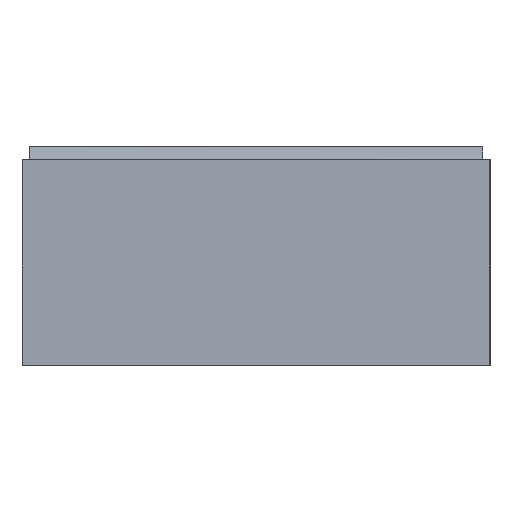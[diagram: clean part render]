
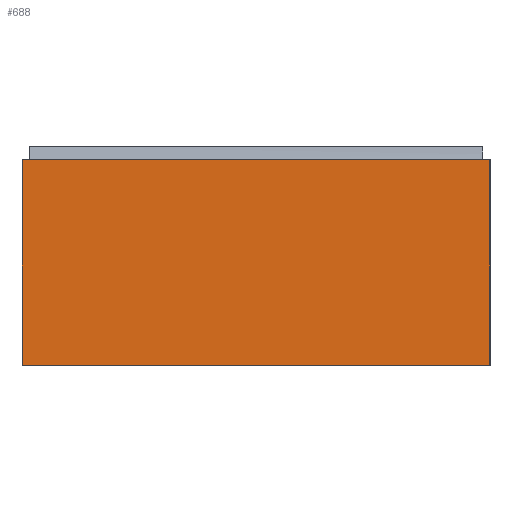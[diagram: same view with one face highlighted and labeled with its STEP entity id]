
A CAD part, left-side view. The second image highlights one B-rep face of the part: STEP entity #688.
In plain terms, the highlighted planar face has unit normal (-1, 0, 0).
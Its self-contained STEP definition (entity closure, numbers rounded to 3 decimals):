
#34=FACE_OUTER_BOUND('',#74,.T.);
#74=EDGE_LOOP('',(#491,#492,#493,#494));
#126=LINE('',#989,#218);
#128=LINE('',#993,#220);
#131=LINE('',#998,#223);
#137=LINE('',#1009,#229);
#218=VECTOR('',#807,10.);
#220=VECTOR('',#811,10.);
#223=VECTOR('',#816,10.);
#229=VECTOR('',#824,10.);
#307=VERTEX_POINT('',#986);
#308=VERTEX_POINT('',#988);
#309=VERTEX_POINT('',#992);
#310=VERTEX_POINT('',#997);
#374=EDGE_CURVE('',#307,#308,#126,.T.);
#376=EDGE_CURVE('',#309,#308,#128,.T.);
#379=EDGE_CURVE('',#309,#310,#131,.T.);
#385=EDGE_CURVE('',#310,#307,#137,.T.);
#491=ORIENTED_EDGE('',*,*,#376,.T.);
#492=ORIENTED_EDGE('',*,*,#374,.F.);
#493=ORIENTED_EDGE('',*,*,#385,.F.);
#494=ORIENTED_EDGE('',*,*,#379,.F.);
#650=PLANE('',#745);
#688=ADVANCED_FACE('',(#34),#650,.T.);
#745=AXIS2_PLACEMENT_3D('',#1008,#822,#823);
#807=DIRECTION('',(0.,0.,1.));
#811=DIRECTION('',(0.,1.,0.));
#816=DIRECTION('',(0.,0.,-1.));
#822=DIRECTION('center_axis',(-1.,0.,0.));
#823=DIRECTION('ref_axis',(0.,0.,1.));
#824=DIRECTION('',(0.,1.,0.));
#986=CARTESIAN_POINT('',(-1.,0.625,-0.275));
#988=CARTESIAN_POINT('',(-1.,0.625,0.275));
#989=CARTESIAN_POINT('',(-1.,0.625,0.275));
#992=CARTESIAN_POINT('',(-1.,-0.625,0.275));
#993=CARTESIAN_POINT('',(-1.,0.,0.275));
#997=CARTESIAN_POINT('',(-1.,-0.625,-0.275));
#998=CARTESIAN_POINT('',(-1.,-0.625,0.275));
#1008=CARTESIAN_POINT('Origin',(-1.,0.,-0.275));
#1009=CARTESIAN_POINT('',(-1.,0.,-0.275));
